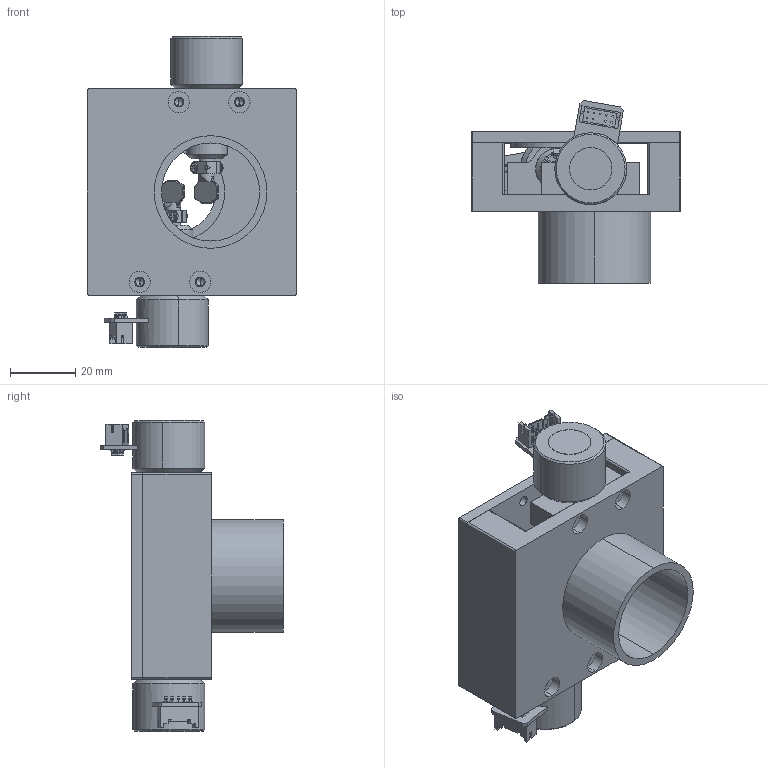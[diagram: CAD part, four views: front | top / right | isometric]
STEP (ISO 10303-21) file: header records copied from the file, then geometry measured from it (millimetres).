
FILE_DESCRIPTION (( 'STEP AP214' ), '1' );
FILE_NAME ('swapomatic assembly all components.STEP', '2021-03-07T18:21:04', ( '' ), ( '' ), 'SwSTEP 2.0', 'SolidWorks 2020', '' );
FILE_SCHEMA (( 'AUTOMOTIVE_DESIGN' ));
Length unit declared in the file: millimetre
Products named in the file (5): swapomatic base plate; swapomatic assembly all components; top_plate; galvo_clamp; 5mm_galvo
Assembly tree (6 placements, depth 2):
  swapomatic assembly all components
    swapomatic base plate
    galvo_clamp  x2
    5mm_galvo  x2
    top_plate
Bounding box: 64 x 55.89 x 95.2 mm (x, y, z)
Volume: 75325 mm3; surface area: 38162.1 mm2
Topology: 18 solids, 18 shells, 702 faces, 1752 edges, 1098 vertices
Faces by surface type: plane 416, cylinder 198, cone 80, torus 8
Entity records: 15204 total; most frequent: DIRECTION 2104, CARTESIAN_POINT 2052, ORIENTED_EDGE 1956, EDGE_CURVE 978, AXIS2_PLACEMENT_3D 727, LINE 650, VECTOR 650, VERTEX_POINT 623
